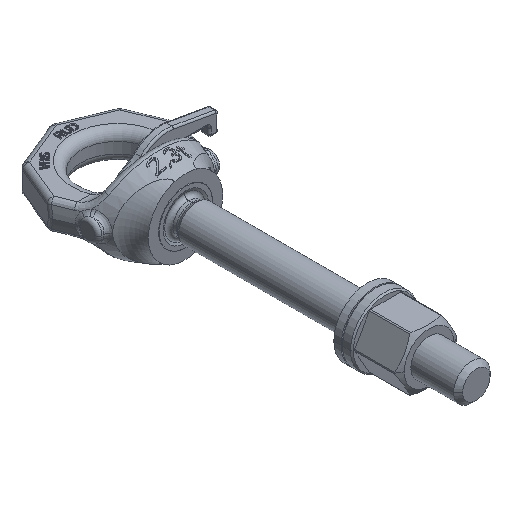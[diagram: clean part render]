
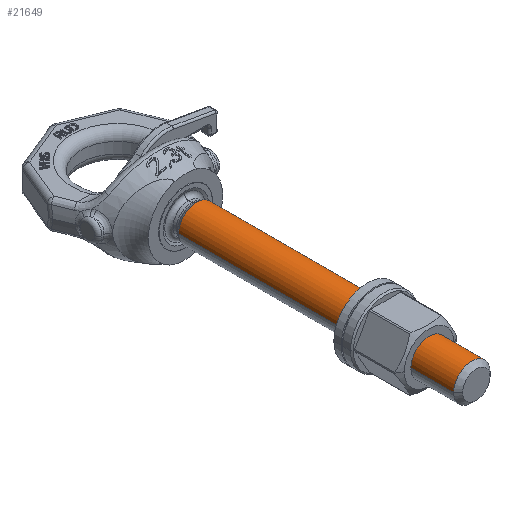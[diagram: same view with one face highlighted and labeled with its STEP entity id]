
A CAD part, isometric view. The second image highlights one B-rep face of the part: STEP entity #21649.
In plain terms, the highlighted cylindrical face has radius 10 mm (diameter 20 mm), a partial arc.
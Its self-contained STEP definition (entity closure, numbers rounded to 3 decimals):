
#19863=DIRECTION('',(-1.,0.,0.));
#19864=VECTOR('',#19863,151.5);
#19865=CARTESIAN_POINT('',(157.5,10.,0.));
#19866=LINE('',#19865,#19864);
#19867=DIRECTION('',(-1.,0.,0.));
#19868=VECTOR('',#19867,151.5);
#19869=CARTESIAN_POINT('',(157.5,-10.,0.));
#19870=LINE('',#19869,#19868);
#19871=CARTESIAN_POINT('',(157.5,0.,0.));
#19872=DIRECTION('',(-1.,0.,0.));
#19873=DIRECTION('',(0.,1.,0.));
#19874=AXIS2_PLACEMENT_3D('',#19871,#19872,#19873);
#19886=CARTESIAN_POINT('',(6.,0.,0.));
#19887=DIRECTION('',(1.,0.,0.));
#19888=DIRECTION('',(0.,-1.,0.));
#19889=AXIS2_PLACEMENT_3D('',#19886,#19887,#19888);
#19914=CARTESIAN_POINT('',(6.,0.,0.));
#19915=DIRECTION('',(1.,0.,0.));
#19916=DIRECTION('',(0.,0.,-1.));
#19917=AXIS2_PLACEMENT_3D('',#19914,#19915,#19916);
#21174=CARTESIAN_POINT('',(157.5,10.,0.));
#21176=VERTEX_POINT('',#21174);
#21188=CARTESIAN_POINT('',(157.5,-10.,0.));
#21190=VERTEX_POINT('',#21188);
#21201=CARTESIAN_POINT('',(6.,10.,0.));
#21202=VERTEX_POINT('',#21201);
#21203=CARTESIAN_POINT('',(6.,-10.,0.));
#21204=VERTEX_POINT('',#21203);
#21227=CARTESIAN_POINT('',(6.,0.,-10.));
#21228=VERTEX_POINT('',#21227);
#21633=CARTESIAN_POINT('',(-25.325,0.,0.));
#21634=DIRECTION('',(1.,0.,0.));
#21635=DIRECTION('',(0.,-1.,0.));
#21636=AXIS2_PLACEMENT_3D('',#21633,#21634,#21635);
#21637=CYLINDRICAL_SURFACE('',#21636,10.);
#21639=ORIENTED_EDGE('',*,*,#21638,.T.);
#21641=ORIENTED_EDGE('',*,*,#21640,.F.);
#21643=ORIENTED_EDGE('',*,*,#21642,.F.);
#21645=ORIENTED_EDGE('',*,*,#21644,.F.);
#21646=ORIENTED_EDGE('',*,*,#21626,.F.);
#21647=EDGE_LOOP('',(#21639,#21641,#21643,#21645,#21646));
#21648=FACE_OUTER_BOUND('',#21647,.F.);
#21649=ADVANCED_FACE('',(#21648),#21637,.T.);
#19875=CIRCLE('',#19874,10.);
#19890=CIRCLE('',#19889,10.);
#19918=CIRCLE('',#19917,10.);
#21626=EDGE_CURVE('',#21176,#21190,#19875,.T.);
#21638=EDGE_CURVE('',#21176,#21202,#19866,.T.);
#21640=EDGE_CURVE('',#21228,#21202,#19918,.T.);
#21642=EDGE_CURVE('',#21204,#21228,#19890,.T.);
#21644=EDGE_CURVE('',#21190,#21204,#19870,.T.);
